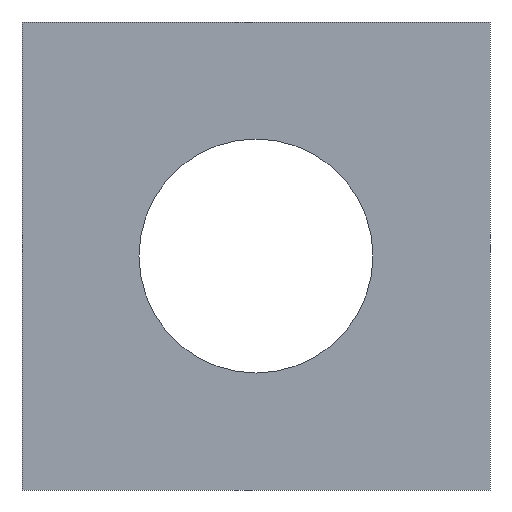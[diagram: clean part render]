
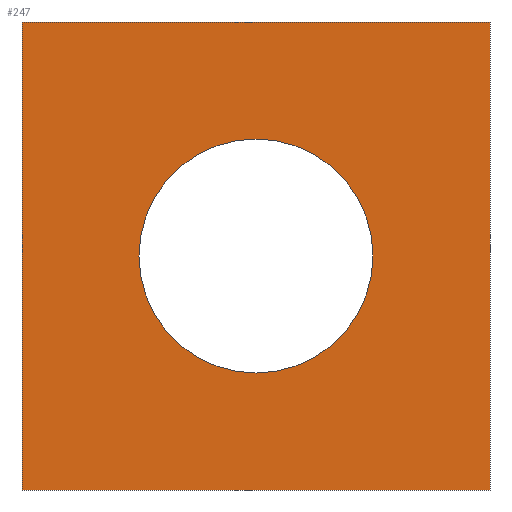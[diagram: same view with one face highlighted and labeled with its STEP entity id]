
A CAD part, front view. The second image highlights one B-rep face of the part: STEP entity #247.
In plain terms, the highlighted planar face has unit normal (0, -1, 0).
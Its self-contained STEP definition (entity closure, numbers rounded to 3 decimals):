
#1 = VERTEX_POINT ( 'NONE', #196 ) ;
#3 = CARTESIAN_POINT ( 'NONE',  ( -40., 0., -40. ) ) ;
#4 = LINE ( 'NONE', #51, #233 ) ;
#8 = DIRECTION ( 'NONE',  ( 0., 1., 0. ) ) ;
#9 = EDGE_CURVE ( 'NONE', #178, #27, #52, .T. ) ;
#13 = CARTESIAN_POINT ( 'NONE',  ( 0., 0., 20. ) ) ;
#18 = EDGE_CURVE ( 'NONE', #89, #1, #4, .T. ) ;
#22 = EDGE_LOOP ( 'NONE', ( #240, #158 ) ) ;
#27 = VERTEX_POINT ( 'NONE', #75 ) ;
#35 = DIRECTION ( 'NONE',  ( 0., 1., 0. ) ) ;
#48 = DIRECTION ( 'NONE',  ( 1., 0., 0. ) ) ;
#49 = EDGE_CURVE ( 'NONE', #211, #1, #275, .T. ) ;
#51 = CARTESIAN_POINT ( 'NONE',  ( 0., 0., -40. ) ) ;
#52 = CIRCLE ( 'NONE', #153, 20. ) ;
#58 = CARTESIAN_POINT ( 'NONE',  ( 0., 0., 0. ) ) ;
#59 = EDGE_CURVE ( 'NONE', #114, #211, #223, .T. ) ;
#66 = EDGE_LOOP ( 'NONE', ( #207, #308, #113, #289 ) ) ;
#75 = CARTESIAN_POINT ( 'NONE',  ( 0., 0., -20. ) ) ;
#89 = VERTEX_POINT ( 'NONE', #3 ) ;
#94 = CARTESIAN_POINT ( 'NONE',  ( -40., 0., 40. ) ) ;
#96 = DIRECTION ( 'NONE',  ( 0., 0., -1. ) ) ;
#103 = CARTESIAN_POINT ( 'NONE',  ( -40., 0., 0. ) ) ;
#113 = ORIENTED_EDGE ( 'NONE', *, *, #18, .T. ) ;
#114 = VERTEX_POINT ( 'NONE', #94 ) ;
#125 = AXIS2_PLACEMENT_3D ( 'NONE', #58, #8, #200 ) ;
#126 = FACE_OUTER_BOUND ( 'NONE', #66, .T. ) ;
#153 = AXIS2_PLACEMENT_3D ( 'NONE', #168, #294, #163 ) ;
#158 = ORIENTED_EDGE ( 'NONE', *, *, #9, .T. ) ;
#163 = DIRECTION ( 'NONE',  ( 0., 0., 1. ) ) ;
#168 = CARTESIAN_POINT ( 'NONE',  ( 0., 0., 0. ) ) ;
#170 = LINE ( 'NONE', #103, #300 ) ;
#175 = CARTESIAN_POINT ( 'NONE',  ( 0., 0., 0. ) ) ;
#178 = VERTEX_POINT ( 'NONE', #13 ) ;
#190 = DIRECTION ( 'NONE',  ( 1., 0., 0. ) ) ;
#196 = CARTESIAN_POINT ( 'NONE',  ( 40., 0., -40. ) ) ;
#197 = EDGE_CURVE ( 'NONE', #114, #89, #170, .T. ) ;
#200 = DIRECTION ( 'NONE',  ( 0., 0., 1. ) ) ;
#202 = FACE_BOUND ( 'NONE', #22, .T. ) ;
#203 = DIRECTION ( 'NONE',  ( 0., 0., 1. ) ) ;
#207 = ORIENTED_EDGE ( 'NONE', *, *, #59, .F. ) ;
#211 = VERTEX_POINT ( 'NONE', #254 ) ;
#218 = VECTOR ( 'NONE', #96, 1000. ) ;
#220 = CARTESIAN_POINT ( 'NONE',  ( 0., 0., 40. ) ) ;
#223 = LINE ( 'NONE', #220, #238 ) ;
#224 = CIRCLE ( 'NONE', #277, 20. ) ;
#233 = VECTOR ( 'NONE', #48, 1000. ) ;
#235 = EDGE_CURVE ( 'NONE', #27, #178, #224, .T. ) ;
#238 = VECTOR ( 'NONE', #190, 1000. ) ;
#240 = ORIENTED_EDGE ( 'NONE', *, *, #235, .T. ) ;
#245 = CARTESIAN_POINT ( 'NONE',  ( 40., 0., 0. ) ) ;
#247 = ADVANCED_FACE ( 'NONE', ( #202, #126 ), #302, .F. ) ;
#254 = CARTESIAN_POINT ( 'NONE',  ( 40., 0., 40. ) ) ;
#275 = LINE ( 'NONE', #245, #218 ) ;
#277 = AXIS2_PLACEMENT_3D ( 'NONE', #175, #35, #203 ) ;
#279 = DIRECTION ( 'NONE',  ( 0., 0., -1. ) ) ;
#289 = ORIENTED_EDGE ( 'NONE', *, *, #49, .F. ) ;
#294 = DIRECTION ( 'NONE',  ( 0., 1., 0. ) ) ;
#300 = VECTOR ( 'NONE', #279, 1000. ) ;
#302 = PLANE ( 'NONE',  #125 ) ;
#308 = ORIENTED_EDGE ( 'NONE', *, *, #197, .T. ) ;
